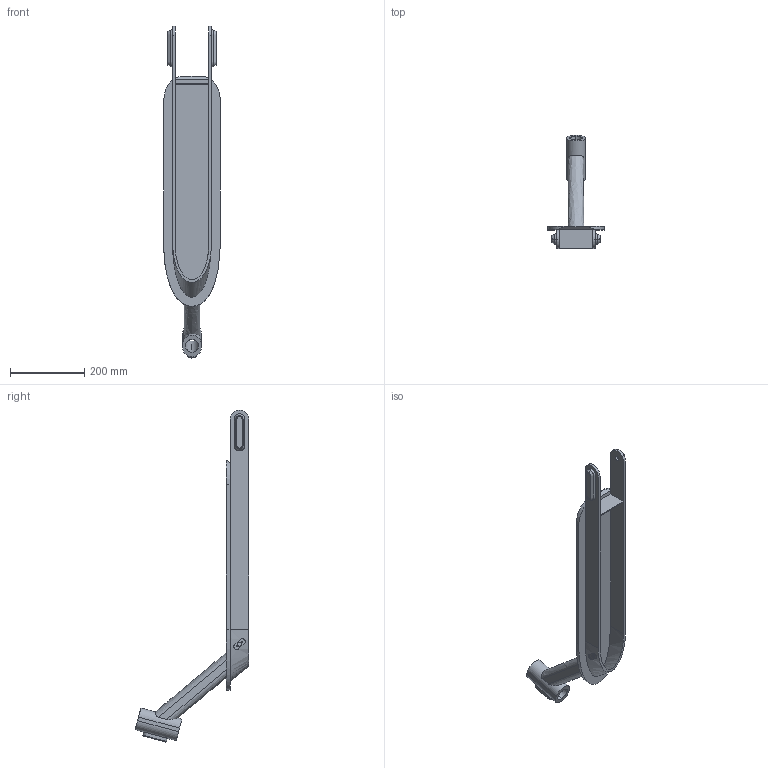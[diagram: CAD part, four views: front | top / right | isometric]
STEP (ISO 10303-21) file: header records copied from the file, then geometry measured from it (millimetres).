
FILE_DESCRIPTION (( 'STEP AP203' ), '1' );
FILE_NAME ('Deck_Default_sldprt.STEP', '2022-11-28T13:52:20', ( '' ), ( '' ), 'SwSTEP 2.0', 'SolidWorks 2022', '' );
FILE_SCHEMA (( 'CONFIG_CONTROL_DESIGN' ));
Length unit declared in the file: millimetre
Products named in the file (1): Deck_Default_sldprt
Bounding box: 152 x 305.68 x 893.44 mm (x, y, z)
Volume: 2022524.4 mm3; surface area: 422041.6 mm2
Topology: 2 solids, 2 shells, 83 faces, 244 edges, 176 vertices
Faces by surface type: plane 37, bspline 25, cylinder 21
Entity records: 9460 total; most frequent: CARTESIAN_POINT 7271, ORIENTED_EDGE 488, DIRECTION 360, EDGE_CURVE 244, VERTEX_POINT 176, AXIS2_PLACEMENT_3D 126, LINE 108, VECTOR 108
